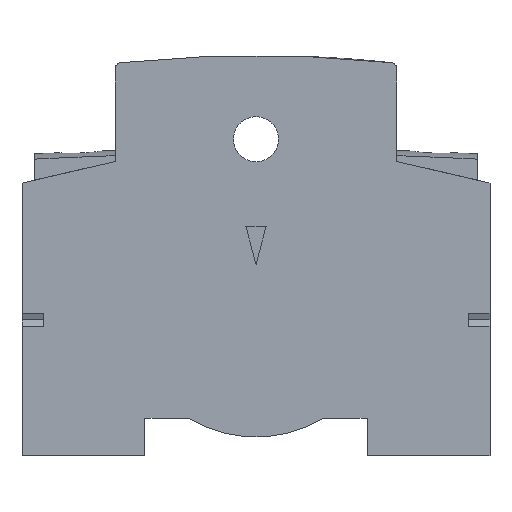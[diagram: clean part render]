
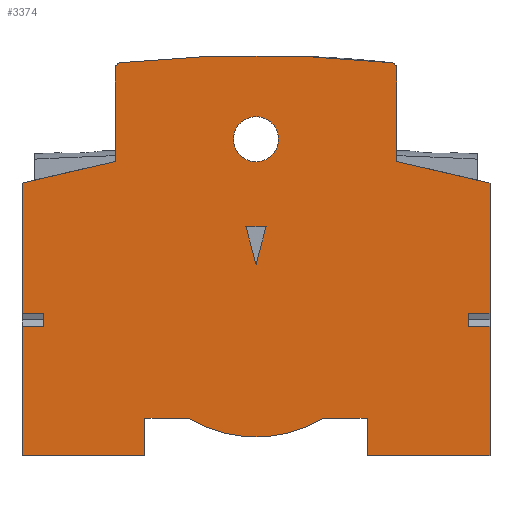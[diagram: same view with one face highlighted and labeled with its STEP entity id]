
A CAD part, left-side view. The second image highlights one B-rep face of the part: STEP entity #3374.
In plain terms, the highlighted planar face has unit normal (-1, 0, 0).
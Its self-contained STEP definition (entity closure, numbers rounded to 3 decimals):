
#148=DIRECTION('',(0.,0.,-1.));
#149=VECTOR('',#148,20.786);
#150=CARTESIAN_POINT('',(26.25,-37.4,43.6));
#151=LINE('',#150,#149);
#197=DIRECTION('',(0.,0.,-1.));
#198=VECTOR('',#197,20.67);
#199=CARTESIAN_POINT('',(26.25,-37.4,20.67));
#200=LINE('',#199,#198);
#239=DIRECTION('',(0.,1.,0.));
#240=VECTOR('',#239,3.5);
#241=CARTESIAN_POINT('',(26.25,-37.4,20.67));
#242=LINE('',#241,#240);
#246=DIRECTION('',(0.,-1.,0.));
#247=VECTOR('',#246,19.65);
#248=CARTESIAN_POINT('',(26.25,-17.75,0.));
#249=LINE('',#248,#247);
#253=DIRECTION('',(0.,0.,-1.));
#254=VECTOR('',#253,6.);
#255=CARTESIAN_POINT('',(26.25,-17.75,6.));
#256=LINE('',#255,#254);
#260=DIRECTION('',(0.,-1.,0.));
#261=VECTOR('',#260,6.933);
#262=CARTESIAN_POINT('',(26.25,-10.817,6.));
#263=LINE('',#262,#261);
#267=CARTESIAN_POINT('',(26.25,0.,24.));
#268=DIRECTION('',(-1.,0.,0.));
#269=DIRECTION('',(0.,0.515,-0.857));
#270=AXIS2_PLACEMENT_3D('',#267,#268,#269);
#275=DIRECTION('',(0.,-1.,0.));
#276=VECTOR('',#275,6.933);
#277=CARTESIAN_POINT('',(26.25,17.75,6.));
#278=LINE('',#277,#276);
#282=DIRECTION('',(0.,0.,1.));
#283=VECTOR('',#282,6.);
#284=CARTESIAN_POINT('',(26.25,17.75,0.));
#285=LINE('',#284,#283);
#289=DIRECTION('',(0.,-1.,0.));
#290=VECTOR('',#289,19.65);
#291=CARTESIAN_POINT('',(26.25,37.4,0.));
#292=LINE('',#291,#290);
#296=DIRECTION('',(0.,1.,0.));
#297=VECTOR('',#296,3.5);
#298=CARTESIAN_POINT('',(26.25,33.9,20.67));
#299=LINE('',#298,#297);
#303=DIRECTION('',(0.,0.,-1.));
#304=VECTOR('',#303,2.144);
#305=CARTESIAN_POINT('',(26.25,33.9,22.814));
#306=LINE('',#305,#304);
#310=DIRECTION('',(0.,-1.,0.));
#311=VECTOR('',#310,3.5);
#312=CARTESIAN_POINT('',(26.25,37.4,22.814));
#313=LINE('',#312,#311);
#317=DIRECTION('',(0.,0.974,-0.225));
#318=VECTOR('',#317,15.292);
#319=CARTESIAN_POINT('',(26.25,22.5,47.04));
#320=LINE('',#319,#318);
#324=DIRECTION('',(0.,0.,-1.));
#325=VECTOR('',#324,14.795);
#326=CARTESIAN_POINT('',(26.25,22.5,61.835));
#327=LINE('',#326,#325);
#331=CARTESIAN_POINT('',(26.25,21.5,61.835));
#332=DIRECTION('',(-1.,0.,0.));
#333=DIRECTION('',(0.,0.108,0.994));
#334=AXIS2_PLACEMENT_3D('',#331,#332,#333);
#339=CARTESIAN_POINT('',(26.25,0.,-136.));
#340=DIRECTION('',(-1.,0.,0.));
#341=DIRECTION('',(0.,-0.108,0.994));
#342=AXIS2_PLACEMENT_3D('',#339,#340,#341);
#347=CARTESIAN_POINT('',(26.25,-21.5,61.835));
#348=DIRECTION('',(-1.,0.,0.));
#349=DIRECTION('',(0.,-1.,0.));
#350=AXIS2_PLACEMENT_3D('',#347,#348,#349);
#355=DIRECTION('',(0.,0.,1.));
#356=VECTOR('',#355,14.795);
#357=CARTESIAN_POINT('',(26.25,-22.5,47.04));
#358=LINE('',#357,#356);
#362=DIRECTION('',(0.,0.974,0.225));
#363=VECTOR('',#362,15.292);
#364=CARTESIAN_POINT('',(26.25,-37.4,43.6));
#365=LINE('',#364,#363);
#369=DIRECTION('',(0.,-1.,0.));
#370=VECTOR('',#369,3.5);
#371=CARTESIAN_POINT('',(26.25,-33.9,22.814));
#372=LINE('',#371,#370);
#376=DIRECTION('',(0.,0.,1.));
#377=VECTOR('',#376,2.144);
#378=CARTESIAN_POINT('',(26.25,-33.9,20.67));
#379=LINE('',#378,#377);
#383=CARTESIAN_POINT('',(26.25,0.,50.6));
#384=DIRECTION('',(1.,0.,0.));
#385=DIRECTION('',(0.,1.,0.));
#386=AXIS2_PLACEMENT_3D('',#383,#384,#385);
#391=CARTESIAN_POINT('',(26.25,0.,50.6));
#392=DIRECTION('',(1.,0.,0.));
#393=DIRECTION('',(0.,-1.,0.));
#394=AXIS2_PLACEMENT_3D('',#391,#392,#393);
#399=DIRECTION('',(0.,-1.,0.));
#400=VECTOR('',#399,3.215);
#401=CARTESIAN_POINT('',(26.25,1.608,36.6));
#402=LINE('',#401,#400);
#406=DIRECTION('',(0.,0.259,0.966));
#407=VECTOR('',#406,6.212);
#408=CARTESIAN_POINT('',(26.25,0.,30.6));
#409=LINE('',#408,#407);
#413=DIRECTION('',(0.,0.259,-0.966));
#414=VECTOR('',#413,6.212);
#415=CARTESIAN_POINT('',(26.25,-1.608,36.6));
#416=LINE('',#415,#414);
#1296=DIRECTION('',(0.,0.,1.));
#1297=VECTOR('',#1296,20.67);
#1298=CARTESIAN_POINT('',(26.25,37.4,0.));
#1299=LINE('',#1298,#1297);
#1345=DIRECTION('',(0.,0.,1.));
#1346=VECTOR('',#1345,20.786);
#1347=CARTESIAN_POINT('',(26.25,37.4,22.814));
#1348=LINE('',#1347,#1346);
#2830=CARTESIAN_POINT('',(26.25,-37.4,20.67));
#2832=VERTEX_POINT('',#2830);
#2841=CARTESIAN_POINT('',(26.25,-37.4,0.));
#2842=VERTEX_POINT('',#2841);
#2843=CARTESIAN_POINT('',(26.25,-37.4,22.814));
#2844=VERTEX_POINT('',#2843);
#2849=CARTESIAN_POINT('',(26.25,37.4,0.));
#2850=CARTESIAN_POINT('',(26.25,37.4,20.67));
#2851=VERTEX_POINT('',#2849);
#2852=VERTEX_POINT('',#2850);
#2863=CARTESIAN_POINT('',(26.25,-37.4,43.6));
#2864=VERTEX_POINT('',#2863);
#2867=CARTESIAN_POINT('',(26.25,-33.9,20.67));
#2868=VERTEX_POINT('',#2867);
#2885=CARTESIAN_POINT('',(26.25,-17.75,0.));
#2886=VERTEX_POINT('',#2885);
#2889=CARTESIAN_POINT('',(26.25,-33.9,22.814));
#2890=VERTEX_POINT('',#2889);
#2897=CARTESIAN_POINT('',(26.25,37.4,22.814));
#2898=VERTEX_POINT('',#2897);
#2901=CARTESIAN_POINT('',(26.25,17.75,0.));
#2902=VERTEX_POINT('',#2901);
#2903=CARTESIAN_POINT('',(26.25,33.9,20.67));
#2904=VERTEX_POINT('',#2903);
#2917=CARTESIAN_POINT('',(26.25,-17.75,6.));
#2918=VERTEX_POINT('',#2917);
#2919=CARTESIAN_POINT('',(26.25,-22.5,47.04));
#2920=VERTEX_POINT('',#2919);
#2921=CARTESIAN_POINT('',(26.25,1.608,36.6));
#2922=CARTESIAN_POINT('',(26.25,-1.608,36.6));
#2923=VERTEX_POINT('',#2921);
#2924=VERTEX_POINT('',#2922);
#2929=CARTESIAN_POINT('',(26.25,37.4,43.6));
#2930=VERTEX_POINT('',#2929);
#2937=CARTESIAN_POINT('',(26.25,17.75,6.));
#2938=VERTEX_POINT('',#2937);
#2939=CARTESIAN_POINT('',(26.25,33.9,22.814));
#2940=VERTEX_POINT('',#2939);
#2941=CARTESIAN_POINT('',(26.25,-10.817,6.));
#2942=VERTEX_POINT('',#2941);
#2943=CARTESIAN_POINT('',(26.25,-22.5,61.835));
#2944=VERTEX_POINT('',#2943);
#2945=CARTESIAN_POINT('',(26.25,22.5,47.04));
#2947=VERTEX_POINT('',#2945);
#2949=CARTESIAN_POINT('',(26.25,0.,30.6));
#2950=VERTEX_POINT('',#2949);
#2965=CARTESIAN_POINT('',(26.25,10.817,6.));
#2966=VERTEX_POINT('',#2965);
#2973=CARTESIAN_POINT('',(26.25,-21.608,62.829));
#2974=VERTEX_POINT('',#2973);
#2999=CARTESIAN_POINT('',(26.25,21.608,62.829));
#3000=VERTEX_POINT('',#2999);
#3001=CARTESIAN_POINT('',(26.25,22.5,61.835));
#3002=VERTEX_POINT('',#3001);
#3035=CARTESIAN_POINT('',(26.25,-3.6,50.6));
#3037=VERTEX_POINT('',#3035);
#3039=CARTESIAN_POINT('',(26.25,3.6,50.6));
#3041=VERTEX_POINT('',#3039);
#3308=CARTESIAN_POINT('',(26.25,0.,0.));
#3309=DIRECTION('',(-1.,0.,0.));
#3310=DIRECTION('',(0.,0.,1.));
#3311=AXIS2_PLACEMENT_3D('',#3308,#3309,#3310);
#3312=PLANE('',#3311);
#3313=ORIENTED_EDGE('',*,*,#3291,.F.);
#3314=ORIENTED_EDGE('',*,*,#3264,.T.);
#3316=ORIENTED_EDGE('',*,*,#3315,.F.);
#3318=ORIENTED_EDGE('',*,*,#3317,.F.);
#3320=ORIENTED_EDGE('',*,*,#3319,.F.);
#3322=ORIENTED_EDGE('',*,*,#3321,.F.);
#3324=ORIENTED_EDGE('',*,*,#3323,.F.);
#3326=ORIENTED_EDGE('',*,*,#3325,.F.);
#3328=ORIENTED_EDGE('',*,*,#3327,.F.);
#3330=ORIENTED_EDGE('',*,*,#3329,.T.);
#3332=ORIENTED_EDGE('',*,*,#3331,.F.);
#3334=ORIENTED_EDGE('',*,*,#3333,.F.);
#3336=ORIENTED_EDGE('',*,*,#3335,.F.);
#3338=ORIENTED_EDGE('',*,*,#3337,.T.);
#3340=ORIENTED_EDGE('',*,*,#3339,.F.);
#3342=ORIENTED_EDGE('',*,*,#3341,.F.);
#3344=ORIENTED_EDGE('',*,*,#3343,.F.);
#3346=ORIENTED_EDGE('',*,*,#3345,.F.);
#3348=ORIENTED_EDGE('',*,*,#3347,.F.);
#3350=ORIENTED_EDGE('',*,*,#3349,.F.);
#3352=ORIENTED_EDGE('',*,*,#3351,.F.);
#3353=ORIENTED_EDGE('',*,*,#3250,.T.);
#3355=ORIENTED_EDGE('',*,*,#3354,.F.);
#3357=ORIENTED_EDGE('',*,*,#3356,.F.);
#3358=EDGE_LOOP('',(#3313,#3314,#3316,#3318,#3320,#3322,#3324,#3326,#3328,#3330,
#3332,#3334,#3336,#3338,#3340,#3342,#3344,#3346,#3348,#3350,#3352,#3353,#3355,
#3357));
#3359=FACE_OUTER_BOUND('',#3358,.F.);
#3361=ORIENTED_EDGE('',*,*,#3360,.F.);
#3363=ORIENTED_EDGE('',*,*,#3362,.F.);
#3364=EDGE_LOOP('',(#3361,#3363));
#3365=FACE_BOUND('',#3364,.F.);
#3367=ORIENTED_EDGE('',*,*,#3366,.F.);
#3369=ORIENTED_EDGE('',*,*,#3368,.F.);
#3371=ORIENTED_EDGE('',*,*,#3370,.F.);
#3372=EDGE_LOOP('',(#3367,#3369,#3371));
#3373=FACE_BOUND('',#3372,.F.);
#271=CIRCLE('',#270,21.);
#335=CIRCLE('',#334,1.);
#343=CIRCLE('',#342,200.);
#351=CIRCLE('',#350,1.);
#387=CIRCLE('',#386,3.6);
#395=CIRCLE('',#394,3.6);
#3250=EDGE_CURVE('',#2864,#2844,#151,.T.);
#3264=EDGE_CURVE('',#2832,#2842,#200,.T.);
#3291=EDGE_CURVE('',#2832,#2868,#242,.T.);
#3315=EDGE_CURVE('',#2886,#2842,#249,.T.);
#3317=EDGE_CURVE('',#2918,#2886,#256,.T.);
#3319=EDGE_CURVE('',#2942,#2918,#263,.T.);
#3321=EDGE_CURVE('',#2966,#2942,#271,.T.);
#3323=EDGE_CURVE('',#2938,#2966,#278,.T.);
#3325=EDGE_CURVE('',#2902,#2938,#285,.T.);
#3327=EDGE_CURVE('',#2851,#2902,#292,.T.);
#3329=EDGE_CURVE('',#2851,#2852,#1299,.T.);
#3331=EDGE_CURVE('',#2904,#2852,#299,.T.);
#3333=EDGE_CURVE('',#2940,#2904,#306,.T.);
#3335=EDGE_CURVE('',#2898,#2940,#313,.T.);
#3337=EDGE_CURVE('',#2898,#2930,#1348,.T.);
#3339=EDGE_CURVE('',#2947,#2930,#320,.T.);
#3341=EDGE_CURVE('',#3002,#2947,#327,.T.);
#3343=EDGE_CURVE('',#3000,#3002,#335,.T.);
#3345=EDGE_CURVE('',#2974,#3000,#343,.T.);
#3347=EDGE_CURVE('',#2944,#2974,#351,.T.);
#3349=EDGE_CURVE('',#2920,#2944,#358,.T.);
#3351=EDGE_CURVE('',#2864,#2920,#365,.T.);
#3354=EDGE_CURVE('',#2890,#2844,#372,.T.);
#3356=EDGE_CURVE('',#2868,#2890,#379,.T.);
#3360=EDGE_CURVE('',#3041,#3037,#387,.T.);
#3362=EDGE_CURVE('',#3037,#3041,#395,.T.);
#3366=EDGE_CURVE('',#2923,#2924,#402,.T.);
#3368=EDGE_CURVE('',#2950,#2923,#409,.T.);
#3370=EDGE_CURVE('',#2924,#2950,#416,.T.);
#3374=ADVANCED_FACE('',(#3359,#3365,#3373),#3312,.T.);
